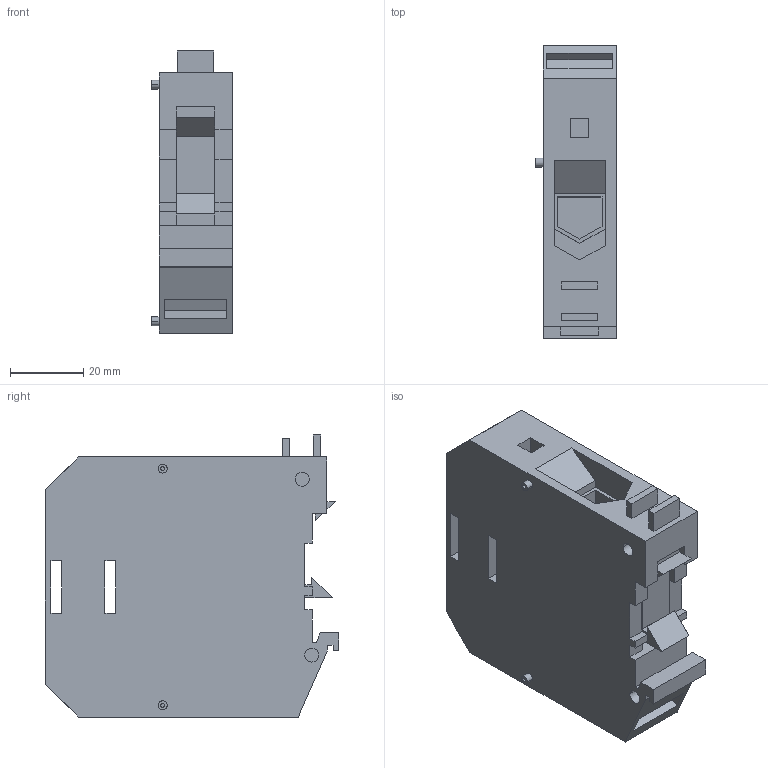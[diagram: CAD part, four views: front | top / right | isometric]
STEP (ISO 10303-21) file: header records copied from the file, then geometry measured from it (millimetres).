
FILE_DESCRIPTION((''),'2;1');
FILE_NAME('SB109952_3D-SOFTWARE_COLOUR','2013-06-27T',('SESA224493'),('Schneider-Electric'),'PRO/ENGINEER BY PARAMETRIC TECHNOLOGY CORPORATION, 2011410','PRO/ENGINEER BY PARAMETRIC TECHNOLOGY CORPORATION, 2011410','');
FILE_SCHEMA(('CONFIG_CONTROL_DESIGN'));
Length unit declared in the file: millimetre
Products named in the file (1): SB109952_3D-SOFTWARE_COLOUR
Bounding box: 22 x 80 x 77 mm (x, y, z)
Volume: 83943.6 mm3; surface area: 25561.3 mm2
Topology: 1 solids, 1 shells, 192 faces, 495 edges, 326 vertices
Faces by surface type: plane 170, cylinder 22
Entity records: 5801 total; most frequent: CARTESIAN_POINT 1013, ORIENTED_EDGE 990, DIRECTION 923, EDGE_CURVE 495, VECTOR 451, LINE 451, VERTEX_POINT 326, AXIS2_PLACEMENT_3D 236
